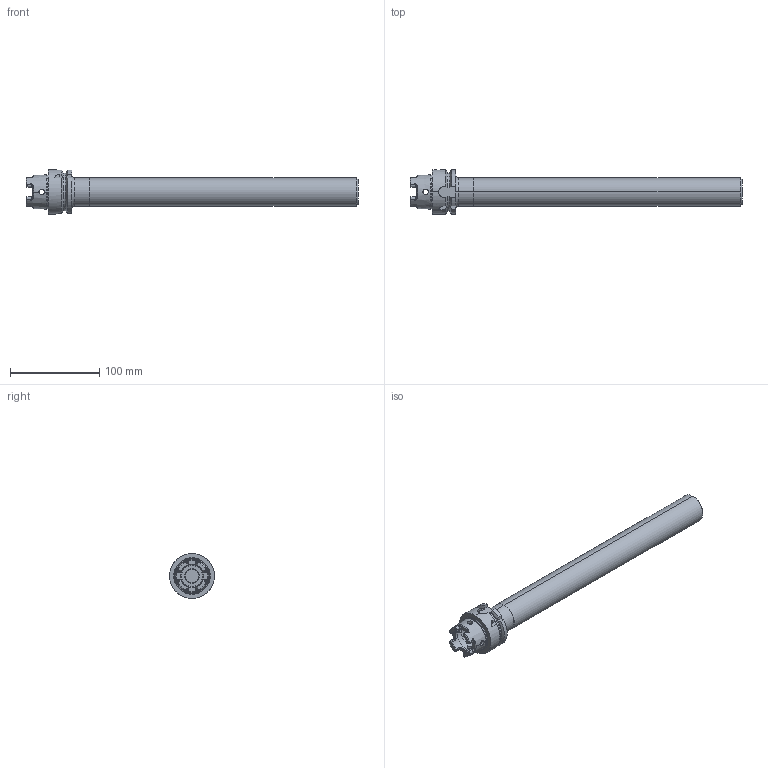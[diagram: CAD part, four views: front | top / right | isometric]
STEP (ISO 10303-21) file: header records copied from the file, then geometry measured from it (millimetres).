
FILE_DESCRIPTION (( 'STEP AP214' ), '1' );
FILE_NAME ('16.06.2021_92.09.016.001.STEP', '2021-06-16T08:41:15', ( '' ), ( '' ), 'SwSTEP 2.0', 'SolidWorks 2014', '' );
FILE_SCHEMA (( 'AUTOMOTIVE_DESIGN' ));
Length unit declared in the file: millimetre
Products named in the file (1): 16.06.2021_92.09.016.001
Bounding box: 371 x 50 x 50 mm (x, y, z)
Volume: 304760.6 mm3; surface area: 46758.7 mm2
Topology: 1 solids, 1 shells, 229 faces, 570 edges, 342 vertices
Faces by surface type: cylinder 62, plane 61, bspline 40, cone 36, torus 30
Entity records: 11614 total; most frequent: CARTESIAN_POINT 4047, ORIENTED_EDGE 1136, DIRECTION 923, EDGE_CURVE 568, AXIS2_PLACEMENT_3D 376, VERTEX_POINT 342, EDGE_LOOP 238, UNCERTAINTY_MEASURE_WITH_UNIT 232
